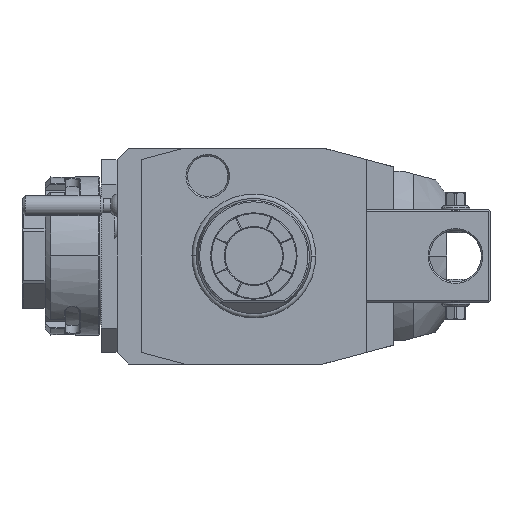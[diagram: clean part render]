
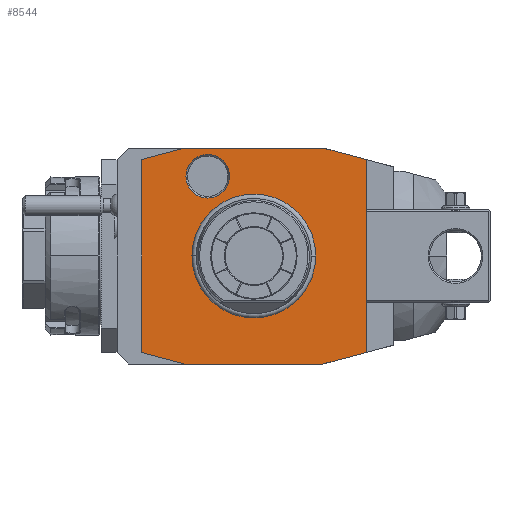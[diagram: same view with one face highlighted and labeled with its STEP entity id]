
A CAD part, front view. The second image highlights one B-rep face of the part: STEP entity #8544.
In plain terms, the highlighted planar face has unit normal (0, -1, 0).
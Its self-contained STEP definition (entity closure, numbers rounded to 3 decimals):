
#1=DIRECTION('',(-1.,0.,0.));
#2=VECTOR('',#1,48.);
#3=CARTESIAN_POINT('',(24.,0.,37.5));
#4=LINE('',#3,#2);
#5=DIRECTION('',(-0.966,0.,0.259));
#6=VECTOR('',#5,15.529);
#7=CARTESIAN_POINT('',(39.,0.,33.481));
#8=LINE('',#7,#6);
#9=DIRECTION('',(0.,0.,1.));
#10=VECTOR('',#9,66.962);
#11=CARTESIAN_POINT('',(39.,0.,-33.481));
#12=LINE('',#11,#10);
#13=DIRECTION('',(0.966,0.,0.259));
#14=VECTOR('',#13,15.529);
#15=CARTESIAN_POINT('',(24.,0.,-37.5));
#16=LINE('',#15,#14);
#17=DIRECTION('',(1.,0.,0.));
#18=VECTOR('',#17,48.);
#19=CARTESIAN_POINT('',(-24.,0.,-37.5));
#20=LINE('',#19,#18);
#21=DIRECTION('',(0.966,0.,-0.259));
#22=VECTOR('',#21,15.529);
#23=CARTESIAN_POINT('',(-39.,0.,-33.481));
#24=LINE('',#23,#22);
#25=DIRECTION('',(0.,0.,-1.));
#26=VECTOR('',#25,66.962);
#27=CARTESIAN_POINT('',(-39.,0.,33.481));
#28=LINE('',#27,#26);
#29=DIRECTION('',(-0.966,0.,-0.259));
#30=VECTOR('',#29,15.529);
#31=CARTESIAN_POINT('',(-24.,0.,37.5));
#32=LINE('',#31,#30);
#33=CARTESIAN_POINT('',(-16.,0.,27.713));
#34=DIRECTION('',(0.,1.,0.));
#35=DIRECTION('',(1.,0.,0.));
#36=AXIS2_PLACEMENT_3D('',#33,#34,#35);
#38=CARTESIAN_POINT('',(-16.,0.,27.713));
#39=DIRECTION('',(0.,1.,0.));
#40=DIRECTION('',(-1.,0.,0.));
#41=AXIS2_PLACEMENT_3D('',#38,#39,#40);
#5323=CARTESIAN_POINT('',(0.,0.,0.));
#5324=DIRECTION('',(0.,1.,0.));
#5325=DIRECTION('',(-1.,0.,0.));
#5326=AXIS2_PLACEMENT_3D('',#5323,#5324,#5325);
#5328=CARTESIAN_POINT('',(0.,0.,0.));
#5329=DIRECTION('',(0.,1.,0.));
#5330=DIRECTION('',(1.,0.,0.));
#5331=AXIS2_PLACEMENT_3D('',#5328,#5329,#5330);
#7514=CARTESIAN_POINT('',(-8.423,0.,27.713));
#7515=CARTESIAN_POINT('',(-23.577,0.,27.713));
#7516=VERTEX_POINT('',#7514);
#7517=VERTEX_POINT('',#7515);
#8363=CARTESIAN_POINT('',(24.,0.,37.5));
#8364=CARTESIAN_POINT('',(-24.,0.,37.5));
#8365=VERTEX_POINT('',#8363);
#8366=VERTEX_POINT('',#8364);
#8367=CARTESIAN_POINT('',(39.,0.,-33.481));
#8368=CARTESIAN_POINT('',(39.,0.,33.481));
#8369=VERTEX_POINT('',#8367);
#8370=VERTEX_POINT('',#8368);
#8371=CARTESIAN_POINT('',(-39.,0.,-33.481));
#8372=CARTESIAN_POINT('',(-24.,0.,-37.5));
#8373=VERTEX_POINT('',#8371);
#8374=VERTEX_POINT('',#8372);
#8375=CARTESIAN_POINT('',(-39.,0.,33.481));
#8376=VERTEX_POINT('',#8375);
#8401=CARTESIAN_POINT('',(24.,0.,-37.5));
#8402=VERTEX_POINT('',#8401);
#8415=CARTESIAN_POINT('',(-21.137,0.,0.));
#8416=CARTESIAN_POINT('',(21.137,0.,0.));
#8417=VERTEX_POINT('',#8415);
#8418=VERTEX_POINT('',#8416);
#8509=CARTESIAN_POINT('',(0.,0.,0.));
#8510=DIRECTION('',(0.,-1.,0.));
#8511=DIRECTION('',(-1.,0.,0.));
#8512=AXIS2_PLACEMENT_3D('',#8509,#8510,#8511);
#8513=PLANE('',#8512);
#8515=ORIENTED_EDGE('',*,*,#8514,.F.);
#8517=ORIENTED_EDGE('',*,*,#8516,.F.);
#8519=ORIENTED_EDGE('',*,*,#8518,.F.);
#8521=ORIENTED_EDGE('',*,*,#8520,.F.);
#8523=ORIENTED_EDGE('',*,*,#8522,.F.);
#8525=ORIENTED_EDGE('',*,*,#8524,.F.);
#8527=ORIENTED_EDGE('',*,*,#8526,.F.);
#8529=ORIENTED_EDGE('',*,*,#8528,.F.);
#8530=EDGE_LOOP('',(#8515,#8517,#8519,#8521,#8523,#8525,#8527,#8529));
#8531=FACE_OUTER_BOUND('',#8530,.F.);
#8533=ORIENTED_EDGE('',*,*,#8532,.F.);
#8535=ORIENTED_EDGE('',*,*,#8534,.F.);
#8536=EDGE_LOOP('',(#8533,#8535));
#8537=FACE_BOUND('',#8536,.F.);
#8539=ORIENTED_EDGE('',*,*,#8538,.F.);
#8541=ORIENTED_EDGE('',*,*,#8540,.F.);
#8542=EDGE_LOOP('',(#8539,#8541));
#8543=FACE_BOUND('',#8542,.F.);
#37=CIRCLE('',#36,7.577);
#42=CIRCLE('',#41,7.577);
#5327=CIRCLE('',#5326,21.137);
#5332=CIRCLE('',#5331,21.137);
#8514=EDGE_CURVE('',#8365,#8366,#4,.T.);
#8516=EDGE_CURVE('',#8370,#8365,#8,.T.);
#8518=EDGE_CURVE('',#8369,#8370,#12,.T.);
#8520=EDGE_CURVE('',#8402,#8369,#16,.T.);
#8522=EDGE_CURVE('',#8374,#8402,#20,.T.);
#8524=EDGE_CURVE('',#8373,#8374,#24,.T.);
#8526=EDGE_CURVE('',#8376,#8373,#28,.T.);
#8528=EDGE_CURVE('',#8366,#8376,#32,.T.);
#8532=EDGE_CURVE('',#8417,#8418,#5327,.T.);
#8534=EDGE_CURVE('',#8418,#8417,#5332,.T.);
#8538=EDGE_CURVE('',#7516,#7517,#37,.T.);
#8540=EDGE_CURVE('',#7517,#7516,#42,.T.);
#8544=ADVANCED_FACE('',(#8531,#8537,#8543),#8513,.T.);
